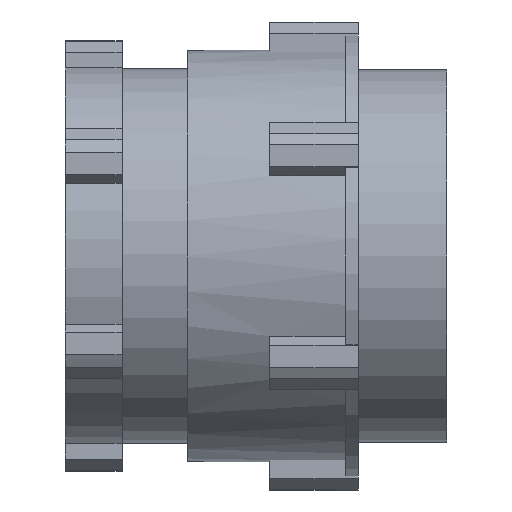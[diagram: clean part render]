
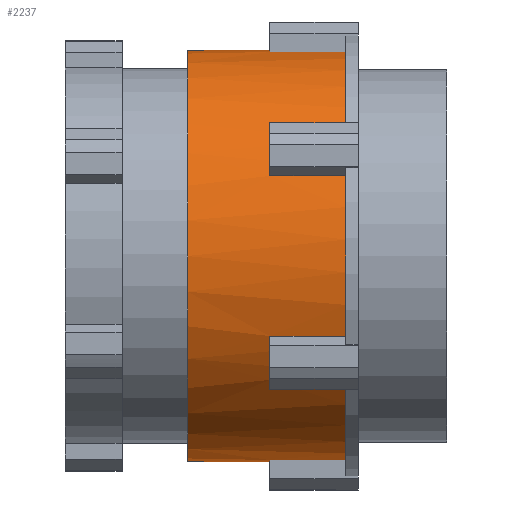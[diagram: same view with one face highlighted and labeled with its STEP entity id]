
A CAD part, left-side view. The second image highlights one B-rep face of the part: STEP entity #2237.
In plain terms, the highlighted cylindrical face has radius 32.5 mm (diameter 65 mm), a partial arc.
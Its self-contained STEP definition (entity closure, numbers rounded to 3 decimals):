
#17 = CARTESIAN_POINT ( 'NONE',  ( 0., 0., 32.5 ) ) ;
#21 = VERTEX_POINT ( 'NONE', #775 ) ;
#67 = VERTEX_POINT ( 'NONE', #1400 ) ;
#84 = CARTESIAN_POINT ( 'NONE',  ( 0., 14., -32.5 ) ) ;
#110 = CARTESIAN_POINT ( 'NONE',  ( 0., 14., 0. ) ) ;
#147 = AXIS2_PLACEMENT_3D ( 'NONE', #618, #3422, #2799 ) ;
#163 = CARTESIAN_POINT ( 'NONE',  ( -4., 14., -32.253 ) ) ;
#169 = CARTESIAN_POINT ( 'NONE',  ( -4., -9.302, 32.253 ) ) ;
#185 = CARTESIAN_POINT ( 'NONE',  ( 0., 2., 0. ) ) ;
#214 = CARTESIAN_POINT ( 'NONE',  ( 0., 14., 32.5 ) ) ;
#220 = CARTESIAN_POINT ( 'NONE',  ( -4., 2., 32.253 ) ) ;
#257 = ORIENTED_EDGE ( 'NONE', *, *, #357, .F. ) ;
#266 = EDGE_CURVE ( 'NONE', #2434, #336, #642, .T. ) ;
#277 = VECTOR ( 'NONE', #2140, 1000. ) ;
#296 = DIRECTION ( 'NONE',  ( 0., -1., 0. ) ) ;
#307 = CARTESIAN_POINT ( 'NONE',  ( -25.932, -10.672, -19.591 ) ) ;
#320 = AXIS2_PLACEMENT_3D ( 'NONE', #3326, #2471, #875 ) ;
#327 = LINE ( 'NONE', #17, #372 ) ;
#329 = DIRECTION ( 'NONE',  ( 0., 0., -1. ) ) ;
#334 = DIRECTION ( 'NONE',  ( 0., 0., -1. ) ) ;
#336 = VERTEX_POINT ( 'NONE', #2544 ) ;
#357 = EDGE_CURVE ( 'NONE', #2131, #2310, #3758, .T. ) ;
#372 = VECTOR ( 'NONE', #296, 1000. ) ;
#416 = DIRECTION ( 'NONE',  ( 0., 1., 0. ) ) ;
#446 = ORIENTED_EDGE ( 'NONE', *, *, #2235, .F. ) ;
#467 = CARTESIAN_POINT ( 'NONE',  ( -29.932, -10.672, 12.662 ) ) ;
#523 = CARTESIAN_POINT ( 'NONE',  ( 0., 14., 0. ) ) ;
#567 = VECTOR ( 'NONE', #2844, 1000. ) ;
#571 = VECTOR ( 'NONE', #924, 1000. ) ;
#580 = LINE ( 'NONE', #467, #3166 ) ;
#618 = CARTESIAN_POINT ( 'NONE',  ( 0., 0., 0. ) ) ;
#642 = CIRCLE ( 'NONE', #2577, 32.5 ) ;
#671 = LINE ( 'NONE', #169, #2562 ) ;
#697 = CARTESIAN_POINT ( 'NONE',  ( -4., 0., -32.253 ) ) ;
#705 = AXIS2_PLACEMENT_3D ( 'NONE', #185, #3883, #2022 ) ;
#775 = CARTESIAN_POINT ( 'NONE',  ( -4., 14., 32.253 ) ) ;
#823 = DIRECTION ( 'NONE',  ( 0., 0., 1. ) ) ;
#825 = VERTEX_POINT ( 'NONE', #1594 ) ;
#875 = DIRECTION ( 'NONE',  ( 0., 0., -1. ) ) ;
#919 = VERTEX_POINT ( 'NONE', #1105 ) ;
#924 = DIRECTION ( 'NONE',  ( 0., 1., 0. ) ) ;
#926 = ORIENTED_EDGE ( 'NONE', *, *, #2066, .T. ) ;
#932 = VERTEX_POINT ( 'NONE', #214 ) ;
#960 = VECTOR ( 'NONE', #416, 1000. ) ;
#973 = CARTESIAN_POINT ( 'NONE',  ( -25.932, 14., -19.591 ) ) ;
#1017 = DIRECTION ( 'NONE',  ( 0., -1., 0. ) ) ;
#1022 = CARTESIAN_POINT ( 'NONE',  ( 0., 27., 32.5 ) ) ;
#1038 = CARTESIAN_POINT ( 'NONE',  ( -29.932, 14., -12.662 ) ) ;
#1043 = VERTEX_POINT ( 'NONE', #1022 ) ;
#1105 = CARTESIAN_POINT ( 'NONE',  ( -25.932, 2., -19.591 ) ) ;
#1151 = EDGE_CURVE ( 'NONE', #2434, #21, #671, .T. ) ;
#1178 = EDGE_CURVE ( 'NONE', #3973, #2825, #580, .T. ) ;
#1187 = ORIENTED_EDGE ( 'NONE', *, *, #1178, .T. ) ;
#1207 = FACE_OUTER_BOUND ( 'NONE', #1223, .T. ) ;
#1223 = EDGE_LOOP ( 'NONE', ( #446, #926, #3762, #3309, #3951, #3628, #2872, #257, #1456, #1901, #1187, #3836, #2533, #3915, #2805, #2972 ) ) ;
#1299 = DIRECTION ( 'NONE',  ( 0., -1., 0. ) ) ;
#1358 = CARTESIAN_POINT ( 'NONE',  ( -29.932, 2., -12.662 ) ) ;
#1380 = CIRCLE ( 'NONE', #2492, 32.5 ) ;
#1382 = EDGE_CURVE ( 'NONE', #932, #21, #3307, .T. ) ;
#1400 = CARTESIAN_POINT ( 'NONE',  ( 0., 27., -32.5 ) ) ;
#1418 = DIRECTION ( 'NONE',  ( 0., 1., 0. ) ) ;
#1456 = ORIENTED_EDGE ( 'NONE', *, *, #2207, .F. ) ;
#1557 = EDGE_CURVE ( 'NONE', #2168, #2777, #2766, .T. ) ;
#1574 = DIRECTION ( 'NONE',  ( 0., -1., 0. ) ) ;
#1594 = CARTESIAN_POINT ( 'NONE',  ( -25.932, 14., 19.591 ) ) ;
#1672 = DIRECTION ( 'NONE',  ( 0., -1., 0. ) ) ;
#1687 = CYLINDRICAL_SURFACE ( 'NONE', #147, 32.5 ) ;
#1901 = ORIENTED_EDGE ( 'NONE', *, *, #2764, .F. ) ;
#1906 = CARTESIAN_POINT ( 'NONE',  ( -25.932, -10.672, 19.591 ) ) ;
#1912 = AXIS2_PLACEMENT_3D ( 'NONE', #2196, #1574, #329 ) ;
#1920 = LINE ( 'NONE', #1906, #567 ) ;
#2022 = DIRECTION ( 'NONE',  ( 0., 0., -1. ) ) ;
#2059 = CARTESIAN_POINT ( 'NONE',  ( 0., 0., -32.5 ) ) ;
#2066 = EDGE_CURVE ( 'NONE', #1043, #67, #3244, .T. ) ;
#2070 = EDGE_CURVE ( 'NONE', #919, #2310, #2086, .T. ) ;
#2086 = LINE ( 'NONE', #307, #571 ) ;
#2131 = VERTEX_POINT ( 'NONE', #1038 ) ;
#2140 = DIRECTION ( 'NONE',  ( 0., 1., 0. ) ) ;
#2163 = CARTESIAN_POINT ( 'NONE',  ( -29.932, -10.672, -12.662 ) ) ;
#2168 = VERTEX_POINT ( 'NONE', #2587 ) ;
#2196 = CARTESIAN_POINT ( 'NONE',  ( 0., 2., 0. ) ) ;
#2207 = EDGE_CURVE ( 'NONE', #3264, #2131, #2711, .T. ) ;
#2235 = EDGE_CURVE ( 'NONE', #1043, #932, #327, .T. ) ;
#2237 = ADVANCED_FACE ( 'NONE', ( #1207 ), #1687, .T. ) ;
#2271 = AXIS2_PLACEMENT_3D ( 'NONE', #2646, #1017, #2697 ) ;
#2310 = VERTEX_POINT ( 'NONE', #973 ) ;
#2322 = VERTEX_POINT ( 'NONE', #84 ) ;
#2434 = VERTEX_POINT ( 'NONE', #220 ) ;
#2439 = DIRECTION ( 'NONE',  ( 0., -1., 0. ) ) ;
#2454 = CIRCLE ( 'NONE', #705, 32.5 ) ;
#2471 = DIRECTION ( 'NONE',  ( 0., -1., 0. ) ) ;
#2492 = AXIS2_PLACEMENT_3D ( 'NONE', #523, #2684, #823 ) ;
#2533 = ORIENTED_EDGE ( 'NONE', *, *, #3691, .F. ) ;
#2544 = CARTESIAN_POINT ( 'NONE',  ( -25.932, 2., 19.591 ) ) ;
#2548 = LINE ( 'NONE', #2059, #3440 ) ;
#2562 = VECTOR ( 'NONE', #1418, 1000. ) ;
#2577 = AXIS2_PLACEMENT_3D ( 'NONE', #3488, #1299, #334 ) ;
#2587 = CARTESIAN_POINT ( 'NONE',  ( -4., 2., -32.253 ) ) ;
#2601 = EDGE_CURVE ( 'NONE', #2777, #2322, #1380, .T. ) ;
#2646 = CARTESIAN_POINT ( 'NONE',  ( 0., 14., 0. ) ) ;
#2684 = DIRECTION ( 'NONE',  ( 0., -1., 0. ) ) ;
#2697 = DIRECTION ( 'NONE',  ( 0.866, 0., -0.5 ) ) ;
#2711 = LINE ( 'NONE', #2163, #277 ) ;
#2764 = EDGE_CURVE ( 'NONE', #3973, #3264, #2454, .T. ) ;
#2766 = LINE ( 'NONE', #697, #960 ) ;
#2777 = VERTEX_POINT ( 'NONE', #163 ) ;
#2799 = DIRECTION ( 'NONE',  ( 0., 0., -1. ) ) ;
#2805 = ORIENTED_EDGE ( 'NONE', *, *, #1151, .T. ) ;
#2825 = VERTEX_POINT ( 'NONE', #3298 ) ;
#2844 = DIRECTION ( 'NONE',  ( 0., 1., 0. ) ) ;
#2872 = ORIENTED_EDGE ( 'NONE', *, *, #2070, .T. ) ;
#2920 = CIRCLE ( 'NONE', #1912, 32.5 ) ;
#2948 = EDGE_CURVE ( 'NONE', #825, #2825, #3397, .T. ) ;
#2972 = ORIENTED_EDGE ( 'NONE', *, *, #1382, .F. ) ;
#3043 = EDGE_CURVE ( 'NONE', #67, #2322, #2548, .T. ) ;
#3114 = CARTESIAN_POINT ( 'NONE',  ( -29.932, 2., 12.662 ) ) ;
#3166 = VECTOR ( 'NONE', #3595, 1000. ) ;
#3216 = AXIS2_PLACEMENT_3D ( 'NONE', #110, #1672, #3840 ) ;
#3244 = CIRCLE ( 'NONE', #3867, 32.5 ) ;
#3264 = VERTEX_POINT ( 'NONE', #1358 ) ;
#3298 = CARTESIAN_POINT ( 'NONE',  ( -29.932, 14., 12.662 ) ) ;
#3307 = CIRCLE ( 'NONE', #320, 32.5 ) ;
#3309 = ORIENTED_EDGE ( 'NONE', *, *, #2601, .F. ) ;
#3326 = CARTESIAN_POINT ( 'NONE',  ( 0., 14., 0. ) ) ;
#3397 = CIRCLE ( 'NONE', #2271, 32.5 ) ;
#3422 = DIRECTION ( 'NONE',  ( 0., -1., 0. ) ) ;
#3440 = VECTOR ( 'NONE', #3563, 1000. ) ;
#3457 = DIRECTION ( 'NONE',  ( 0., 0., -1. ) ) ;
#3488 = CARTESIAN_POINT ( 'NONE',  ( 0., 2., 0. ) ) ;
#3563 = DIRECTION ( 'NONE',  ( 0., -1., 0. ) ) ;
#3595 = DIRECTION ( 'NONE',  ( 0., 1., 0. ) ) ;
#3628 = ORIENTED_EDGE ( 'NONE', *, *, #4010, .F. ) ;
#3691 = EDGE_CURVE ( 'NONE', #336, #825, #1920, .T. ) ;
#3758 = CIRCLE ( 'NONE', #3216, 32.5 ) ;
#3762 = ORIENTED_EDGE ( 'NONE', *, *, #3043, .T. ) ;
#3836 = ORIENTED_EDGE ( 'NONE', *, *, #2948, .F. ) ;
#3840 = DIRECTION ( 'NONE',  ( 0.866, 0., 0.5 ) ) ;
#3867 = AXIS2_PLACEMENT_3D ( 'NONE', #4029, #2439, #3457 ) ;
#3883 = DIRECTION ( 'NONE',  ( 0., -1., 0. ) ) ;
#3915 = ORIENTED_EDGE ( 'NONE', *, *, #266, .F. ) ;
#3951 = ORIENTED_EDGE ( 'NONE', *, *, #1557, .F. ) ;
#3973 = VERTEX_POINT ( 'NONE', #3114 ) ;
#4010 = EDGE_CURVE ( 'NONE', #919, #2168, #2920, .T. ) ;
#4029 = CARTESIAN_POINT ( 'NONE',  ( 0., 27., 0. ) ) ;
